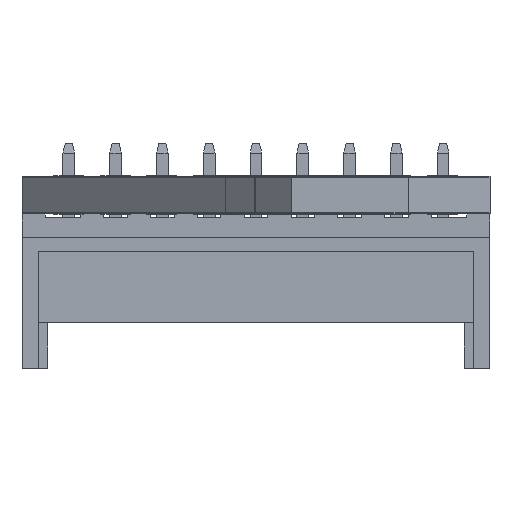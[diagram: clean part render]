
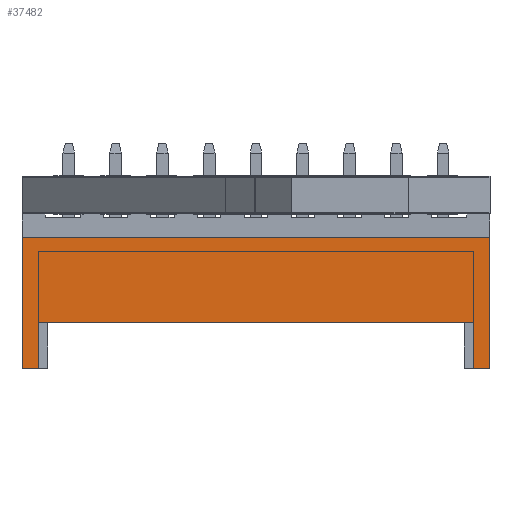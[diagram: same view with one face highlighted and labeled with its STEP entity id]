
A CAD part, front view. The second image highlights one B-rep face of the part: STEP entity #37482.
In plain terms, the highlighted face is planar.
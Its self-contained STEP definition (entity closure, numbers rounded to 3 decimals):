
#2255=PLANE('',#40858);
#4391=FACE_OUTER_BOUND('',#7035,.T.);
#7035=EDGE_LOOP('',(#33648,#33649,#33650,#33651,#33652,#33653,#33654,#33655));
#10888=LINE('',#60942,#14990);
#10889=LINE('',#60944,#14991);
#10890=LINE('',#60946,#14992);
#10891=LINE('',#60948,#14993);
#10892=LINE('',#60950,#14994);
#10893=LINE('',#60952,#14995);
#10894=LINE('',#60954,#14996);
#10895=LINE('',#60955,#14997);
#14990=VECTOR('',#50287,1.);
#14991=VECTOR('',#50288,1.);
#14992=VECTOR('',#50289,1.);
#14993=VECTOR('',#50290,1.);
#14994=VECTOR('',#50291,1.);
#14995=VECTOR('',#50292,1.);
#14996=VECTOR('',#50293,1.);
#14997=VECTOR('',#50294,1.);
#19637=VERTEX_POINT('',#60940);
#19638=VERTEX_POINT('',#60941);
#19639=VERTEX_POINT('',#60943);
#19640=VERTEX_POINT('',#60945);
#19641=VERTEX_POINT('',#60947);
#19642=VERTEX_POINT('',#60949);
#19643=VERTEX_POINT('',#60951);
#19644=VERTEX_POINT('',#60953);
#24404=EDGE_CURVE('',#19637,#19638,#10888,.T.);
#24405=EDGE_CURVE('',#19638,#19639,#10889,.T.);
#24406=EDGE_CURVE('',#19640,#19639,#10890,.T.);
#24407=EDGE_CURVE('',#19641,#19640,#10891,.T.);
#24408=EDGE_CURVE('',#19641,#19642,#10892,.T.);
#24409=EDGE_CURVE('',#19642,#19643,#10893,.T.);
#24410=EDGE_CURVE('',#19643,#19644,#10894,.T.);
#24411=EDGE_CURVE('',#19637,#19644,#10895,.T.);
#33648=ORIENTED_EDGE('',*,*,#24404,.T.);
#33649=ORIENTED_EDGE('',*,*,#24405,.T.);
#33650=ORIENTED_EDGE('',*,*,#24406,.F.);
#33651=ORIENTED_EDGE('',*,*,#24407,.F.);
#33652=ORIENTED_EDGE('',*,*,#24408,.T.);
#33653=ORIENTED_EDGE('',*,*,#24409,.T.);
#33654=ORIENTED_EDGE('',*,*,#24410,.T.);
#33655=ORIENTED_EDGE('',*,*,#24411,.F.);
#37482=ADVANCED_FACE('',(#4391),#2255,.T.);
#40858=AXIS2_PLACEMENT_3D('',#60939,#50285,#50286);
#50285=DIRECTION('center_axis',(0.,1.,0.));
#50286=DIRECTION('ref_axis',(-1.,0.,0.));
#50287=DIRECTION('',(1.,0.,0.));
#50288=DIRECTION('',(0.,0.,-1.));
#50289=DIRECTION('',(1.,0.,0.));
#50290=DIRECTION('',(0.,0.,-1.));
#50291=DIRECTION('',(-1.,0.,0.));
#50292=DIRECTION('',(0.,0.,-1.));
#50293=DIRECTION('',(-1.,0.,0.));
#50294=DIRECTION('',(0.,0.,-1.));
#60939=CARTESIAN_POINT('Origin',(24.335,2.655,2.529));
#60940=CARTESIAN_POINT('',(5.778,2.655,5.6));
#60941=CARTESIAN_POINT('',(25.778,2.655,5.6));
#60942=CARTESIAN_POINT('',(9.556,2.655,5.6));
#60943=CARTESIAN_POINT('',(25.778,2.655,0.));
#60944=CARTESIAN_POINT('',(25.778,2.655,0.));
#60945=CARTESIAN_POINT('',(25.078,2.655,0.));
#60946=CARTESIAN_POINT('',(22.,2.655,0.));
#60947=CARTESIAN_POINT('',(25.078,2.655,1.95));
#60948=CARTESIAN_POINT('',(25.078,2.655,0.));
#60949=CARTESIAN_POINT('',(6.478,2.655,1.95));
#60950=CARTESIAN_POINT('',(14.778,2.655,1.95));
#60951=CARTESIAN_POINT('',(6.478,2.655,0.));
#60952=CARTESIAN_POINT('',(6.478,2.655,0.));
#60953=CARTESIAN_POINT('',(5.778,2.655,0.));
#60954=CARTESIAN_POINT('',(9.556,2.655,0.));
#60955=CARTESIAN_POINT('',(5.778,2.655,0.));
